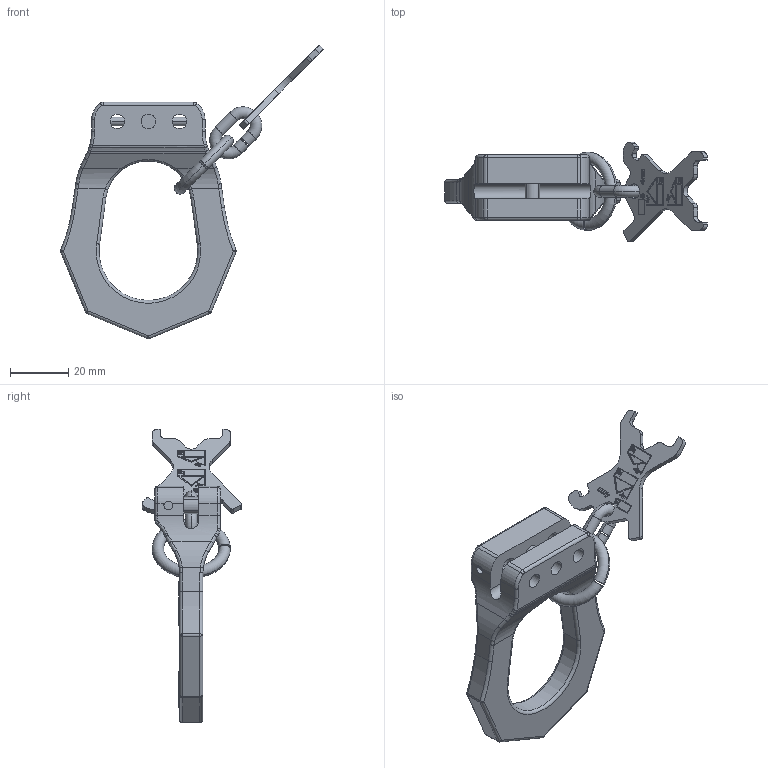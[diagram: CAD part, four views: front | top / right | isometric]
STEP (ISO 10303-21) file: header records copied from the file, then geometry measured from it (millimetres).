
FILE_DESCRIPTION((''),'2;1');
FILE_NAME('001-M34920-P-11_ASM','2017-09-14T',('Andreas.Wendler'),(''),'PRO/ENGINEER BY PARAMETRIC TECHNOLOGY CORPORATION, 2011490','PRO/ENGINEER BY PARAMETRIC TECHNOLOGY CORPORATION, 2011490','');
FILE_SCHEMA(('CONFIG_CONTROL_DESIGN'));
Length unit declared in the file: millimetre
Products named in the file (5): 001-M34920-P-11; 001-M31112-P-2; 001-M31129-P-10; 001-M34987-P-1; 001-M34920-P-11_ASM
Assembly tree (4 placements, depth 2):
  001-M34920-P-11_ASM
    001-M34920-P-11
    001-M31112-P-2
    001-M31129-P-10
    001-M34987-P-1
Bounding box: 90.48 x 34.24 x 101.08 mm (x, y, z)
Volume: 29287.5 mm3; surface area: 14005.6 mm2
Topology: 4 solids, 4 shells, 1055 faces, 2870 edges, 1874 vertices
Faces by surface type: plane 782, cylinder 161, bspline 40, extrusion 36, torus 26, sphere 10
Entity records: 34464 total; most frequent: CARTESIAN_POINT 7807, ORIENTED_EDGE 5740, DIRECTION 5098, EDGE_CURVE 2870, VECTOR 2370, LINE 2334, VERTEX_POINT 1874, AXIS2_PLACEMENT_3D 1364
